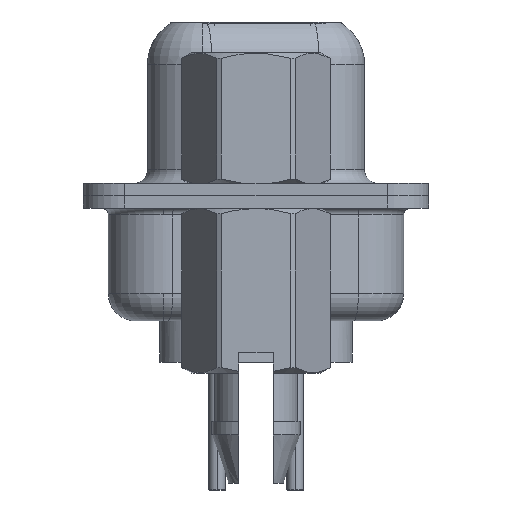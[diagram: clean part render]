
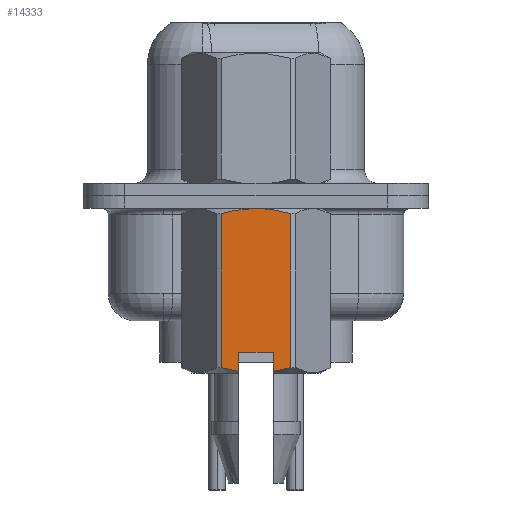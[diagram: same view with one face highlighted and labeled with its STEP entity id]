
A CAD part, left-side view. The second image highlights one B-rep face of the part: STEP entity #14333.
In plain terms, the highlighted planar face has unit normal (-1, 0, 0).
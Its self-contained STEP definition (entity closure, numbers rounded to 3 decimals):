
#9 = LINE ( 'NONE', #20848, #13929 ) ;
#223 = CARTESIAN_POINT ( 'NONE',  ( -2.381, 0., -0.468 ) ) ;
#1114 = CARTESIAN_POINT ( 'NONE',  ( -2.381, -0.428, -0.485 ) ) ;
#1361 = PLANE ( 'NONE',  #25525 ) ;
#1602 = CARTESIAN_POINT ( 'NONE',  ( -2.381, 0.625, -5.7 ) ) ;
#1717 = EDGE_CURVE ( 'NONE', #17295, #2758, #2389, .T. ) ;
#1831 = CARTESIAN_POINT ( 'NONE',  ( -2.381, -0.625, -5.7 ) ) ;
#2253 = DIRECTION ( 'NONE',  ( 0., 0., -1. ) ) ;
#2389 = LINE ( 'NONE', #1831, #18043 ) ;
#2677 = B_SPLINE_CURVE_WITH_KNOTS ( 'NONE', 3,
 ( #3954, #5751, #16557, #18788 ),
 .UNSPECIFIED., .F., .F.,
 ( 4, 4 ),
 ( 0.003, 0.004 ),
 .UNSPECIFIED. ) ;
#2758 = VERTEX_POINT ( 'NONE', #4930 ) ;
#2858 = EDGE_LOOP ( 'NONE', ( #11733, #3334, #18674, #5429, #8062, #12045, #11285, #7452, #18625 ) ) ;
#3334 = ORIENTED_EDGE ( 'NONE', *, *, #16155, .F. ) ;
#3665 = CARTESIAN_POINT ( 'NONE',  ( -2.381, 1.273, -6.248 ) ) ;
#3954 = CARTESIAN_POINT ( 'NONE',  ( -2.381, -0.625, -6.385 ) ) ;
#4570 = DIRECTION ( 'NONE',  ( 0., 1., 0. ) ) ;
#4835 = CARTESIAN_POINT ( 'NONE',  ( -2.381, -0.625, -5.7 ) ) ;
#4930 = CARTESIAN_POINT ( 'NONE',  ( -2.381, -0.625, -6.385 ) ) ;
#5429 = ORIENTED_EDGE ( 'NONE', *, *, #19277, .T. ) ;
#5643 = LINE ( 'NONE', #1602, #17173 ) ;
#5667 = CARTESIAN_POINT ( 'NONE',  ( -2.381, -1.273, -0.652 ) ) ;
#5751 = CARTESIAN_POINT ( 'NONE',  ( -2.381, -0.842, -6.354 ) ) ;
#6535 = DIRECTION ( 'NONE',  ( 0., 0., 1. ) ) ;
#6942 = B_SPLINE_CURVE_WITH_KNOTS ( 'NONE', 3,
 ( #22526, #26592, #20822, #1114, #18591, #18176 ),
 .UNSPECIFIED., .F., .F.,
 ( 4, 2, 4 ),
 ( 0.003, 0.003, 0.004 ),
 .UNSPECIFIED. ) ;
#7017 = B_SPLINE_CURVE_WITH_KNOTS ( 'NONE', 3,
 ( #12603, #21144, #25343, #18765, #20857, #26890 ),
 .UNSPECIFIED., .F., .F.,
 ( 4, 2, 4 ),
 ( 0.004, 0.004, 0.005 ),
 .UNSPECIFIED. ) ;
#7077 = CARTESIAN_POINT ( 'NONE',  ( -2.381, 1.273, -0.652 ) ) ;
#7452 = ORIENTED_EDGE ( 'NONE', *, *, #15813, .T. ) ;
#7484 = DIRECTION ( 'NONE',  ( 0., 0., -1. ) ) ;
#7787 = DIRECTION ( 'NONE',  ( -1., 0., 0. ) ) ;
#8062 = ORIENTED_EDGE ( 'NONE', *, *, #17936, .T. ) ;
#9546 = CARTESIAN_POINT ( 'NONE',  ( -2.381, 0.625, -6.385 ) ) ;
#9711 = VERTEX_POINT ( 'NONE', #7077 ) ;
#9877 = CARTESIAN_POINT ( 'NONE',  ( -2.381, -1.375, 7.399 ) ) ;
#10376 = EDGE_CURVE ( 'NONE', #24285, #19926, #6942, .T. ) ;
#11285 = ORIENTED_EDGE ( 'NONE', *, *, #20563, .T. ) ;
#11660 = CARTESIAN_POINT ( 'NONE',  ( -2.381, 1.06, -6.306 ) ) ;
#11733 = ORIENTED_EDGE ( 'NONE', *, *, #16950, .F. ) ;
#11766 = VERTEX_POINT ( 'NONE', #25763 ) ;
#12045 = ORIENTED_EDGE ( 'NONE', *, *, #10376, .T. ) ;
#12603 = CARTESIAN_POINT ( 'NONE',  ( -2.381, 0., -0.468 ) ) ;
#12836 = LINE ( 'NONE', #25432, #21688 ) ;
#13627 = CARTESIAN_POINT ( 'NONE',  ( -2.381, -1.273, -6.248 ) ) ;
#13929 = VECTOR ( 'NONE', #23240, 1000. ) ;
#14333 = ADVANCED_FACE ( 'NONE', ( #26974 ), #1361, .T. ) ;
#14682 = EDGE_CURVE ( 'NONE', #17191, #14915, #26770, .T. ) ;
#14915 = VERTEX_POINT ( 'NONE', #23829 ) ;
#15813 = EDGE_CURVE ( 'NONE', #9711, #17191, #9, .T. ) ;
#15844 = CARTESIAN_POINT ( 'NONE',  ( -2.381, -0.625, -5.7 ) ) ;
#16155 = EDGE_CURVE ( 'NONE', #17295, #11766, #23754, .T. ) ;
#16557 = CARTESIAN_POINT ( 'NONE',  ( -2.381, -1.06, -6.306 ) ) ;
#16950 = EDGE_CURVE ( 'NONE', #11766, #14915, #5643, .T. ) ;
#17173 = VECTOR ( 'NONE', #7484, 1000. ) ;
#17191 = VERTEX_POINT ( 'NONE', #26060 ) ;
#17295 = VERTEX_POINT ( 'NONE', #15844 ) ;
#17936 = EDGE_CURVE ( 'NONE', #24393, #24285, #12836, .T. ) ;
#18043 = VECTOR ( 'NONE', #2253, 1000. ) ;
#18176 = CARTESIAN_POINT ( 'NONE',  ( -2.381, 0., -0.468 ) ) ;
#18591 = CARTESIAN_POINT ( 'NONE',  ( -2.381, -0.215, -0.468 ) ) ;
#18625 = ORIENTED_EDGE ( 'NONE', *, *, #14682, .T. ) ;
#18674 = ORIENTED_EDGE ( 'NONE', *, *, #1717, .T. ) ;
#18765 = CARTESIAN_POINT ( 'NONE',  ( -2.381, 0.858, -0.55 ) ) ;
#18788 = CARTESIAN_POINT ( 'NONE',  ( -2.381, -1.273, -6.248 ) ) ;
#19277 = EDGE_CURVE ( 'NONE', #2758, #24393, #2677, .T. ) ;
#19926 = VERTEX_POINT ( 'NONE', #223 ) ;
#20195 = CARTESIAN_POINT ( 'NONE',  ( -2.381, 0.845, -6.353 ) ) ;
#20563 = EDGE_CURVE ( 'NONE', #19926, #9711, #7017, .T. ) ;
#20822 = CARTESIAN_POINT ( 'NONE',  ( -2.381, -0.853, -0.549 ) ) ;
#20848 = CARTESIAN_POINT ( 'NONE',  ( -2.381, 1.273, 0.581 ) ) ;
#20857 = CARTESIAN_POINT ( 'NONE',  ( -2.381, 1.066, -0.596 ) ) ;
#21097 = VECTOR ( 'NONE', #4570, 1000. ) ;
#21144 = CARTESIAN_POINT ( 'NONE',  ( -2.381, 0.215, -0.468 ) ) ;
#21688 = VECTOR ( 'NONE', #6535, 1000. ) ;
#22526 = CARTESIAN_POINT ( 'NONE',  ( -2.381, -1.273, -0.652 ) ) ;
#22777 = DIRECTION ( 'NONE',  ( 0., 0., 1. ) ) ;
#23240 = DIRECTION ( 'NONE',  ( 0., 0., -1. ) ) ;
#23754 = LINE ( 'NONE', #4835, #21097 ) ;
#23829 = CARTESIAN_POINT ( 'NONE',  ( -2.381, 0.625, -6.385 ) ) ;
#24285 = VERTEX_POINT ( 'NONE', #5667 ) ;
#24393 = VERTEX_POINT ( 'NONE', #13627 ) ;
#25343 = CARTESIAN_POINT ( 'NONE',  ( -2.381, 0.432, -0.485 ) ) ;
#25432 = CARTESIAN_POINT ( 'NONE',  ( -2.381, -1.273, 0.581 ) ) ;
#25525 = AXIS2_PLACEMENT_3D ( 'NONE', #9877, #7787, #22777 ) ;
#25763 = CARTESIAN_POINT ( 'NONE',  ( -2.381, 0.625, -5.7 ) ) ;
#26060 = CARTESIAN_POINT ( 'NONE',  ( -2.381, 1.273, -6.248 ) ) ;
#26592 = CARTESIAN_POINT ( 'NONE',  ( -2.381, -1.065, -0.596 ) ) ;
#26770 = B_SPLINE_CURVE_WITH_KNOTS ( 'NONE', 3,
 ( #3665, #11660, #20195, #9546 ),
 .UNSPECIFIED., .F., .F.,
 ( 4, 4 ),
 ( 0.001, 0.002 ),
 .UNSPECIFIED. ) ;
#26890 = CARTESIAN_POINT ( 'NONE',  ( -2.381, 1.273, -0.652 ) ) ;
#26974 = FACE_OUTER_BOUND ( 'NONE', #2858, .T. ) ;
